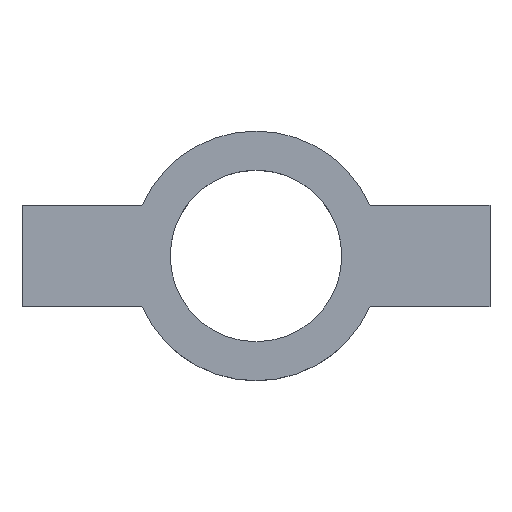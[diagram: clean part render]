
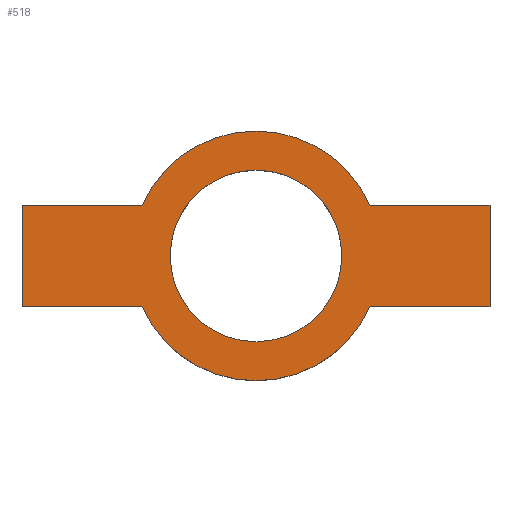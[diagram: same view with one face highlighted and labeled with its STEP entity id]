
A CAD part, top view. The second image highlights one B-rep face of the part: STEP entity #518.
In plain terms, the highlighted planar face has unit normal (0, 0, 1).
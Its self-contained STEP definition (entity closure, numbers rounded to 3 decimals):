
#2 = EDGE_CURVE ( 'NONE', #482, #532, #235, .T. ) ;
#6 = VERTEX_POINT ( 'NONE', #140 ) ;
#21 = VECTOR ( 'NONE', #208, 1000. ) ;
#30 = EDGE_CURVE ( 'NONE', #6, #423, #285, .T. ) ;
#31 = AXIS2_PLACEMENT_3D ( 'NONE', #383, #214, #252 ) ;
#38 = DIRECTION ( 'NONE',  ( 1., 0., 0. ) ) ;
#44 = CIRCLE ( 'NONE', #281, 11. ) ;
#56 = FACE_BOUND ( 'NONE', #257, .T. ) ;
#58 = CARTESIAN_POINT ( 'NONE',  ( 14.62, -6.5, 12. ) ) ;
#62 = CARTESIAN_POINT ( 'NONE',  ( 0., 0., 12. ) ) ;
#65 = ORIENTED_EDGE ( 'NONE', *, *, #260, .F. ) ;
#76 = VERTEX_POINT ( 'NONE', #436 ) ;
#77 = AXIS2_PLACEMENT_3D ( 'NONE', #218, #338, #38 ) ;
#80 = VECTOR ( 'NONE', #291, 1000. ) ;
#85 = DIRECTION ( 'NONE',  ( 0., 0., 1. ) ) ;
#86 = DIRECTION ( 'NONE',  ( -1., 0., 0. ) ) ;
#92 = CARTESIAN_POINT ( 'NONE',  ( 30., 6.5, 12. ) ) ;
#95 = CARTESIAN_POINT ( 'NONE',  ( 0., 0., 12. ) ) ;
#99 = VECTOR ( 'NONE', #389, 1000. ) ;
#100 = CARTESIAN_POINT ( 'NONE',  ( -30., 6.5, 12. ) ) ;
#109 = AXIS2_PLACEMENT_3D ( 'NONE', #171, #288, #246 ) ;
#111 = ORIENTED_EDGE ( 'NONE', *, *, #373, .T. ) ;
#130 = LINE ( 'NONE', #450, #379 ) ;
#131 = CARTESIAN_POINT ( 'NONE',  ( 30., 6.5, 12. ) ) ;
#134 = VERTEX_POINT ( 'NONE', #58 ) ;
#140 = CARTESIAN_POINT ( 'NONE',  ( 14.62, 6.5, 12. ) ) ;
#144 = VERTEX_POINT ( 'NONE', #441 ) ;
#156 = DIRECTION ( 'NONE',  ( 1., 0., 0. ) ) ;
#163 = LINE ( 'NONE', #365, #422 ) ;
#170 = EDGE_CURVE ( 'NONE', #225, #552, #386, .T. ) ;
#171 = CARTESIAN_POINT ( 'NONE',  ( 0., 0., 12. ) ) ;
#180 = ORIENTED_EDGE ( 'NONE', *, *, #2, .T. ) ;
#196 = ORIENTED_EDGE ( 'NONE', *, *, #498, .F. ) ;
#198 = DIRECTION ( 'NONE',  ( 0., 0., 1. ) ) ;
#199 = LINE ( 'NONE', #289, #80 ) ;
#202 = AXIS2_PLACEMENT_3D ( 'NONE', #95, #85, #86 ) ;
#208 = DIRECTION ( 'NONE',  ( -1., 0., 0. ) ) ;
#214 = DIRECTION ( 'NONE',  ( 0., 0., -1. ) ) ;
#215 = ORIENTED_EDGE ( 'NONE', *, *, #30, .T. ) ;
#218 = CARTESIAN_POINT ( 'NONE',  ( 0., 0., 12. ) ) ;
#225 = VERTEX_POINT ( 'NONE', #100 ) ;
#235 = LINE ( 'NONE', #92, #99 ) ;
#246 = DIRECTION ( 'NONE',  ( 1., 0., 0. ) ) ;
#252 = DIRECTION ( 'NONE',  ( -1., 0., 0. ) ) ;
#257 = EDGE_LOOP ( 'NONE', ( #65, #196 ) ) ;
#258 = CARTESIAN_POINT ( 'NONE',  ( -30., -6.5, 12. ) ) ;
#260 = EDGE_CURVE ( 'NONE', #144, #508, #44, .T. ) ;
#281 = AXIS2_PLACEMENT_3D ( 'NONE', #62, #198, #412 ) ;
#285 = CIRCLE ( 'NONE', #202, 16. ) ;
#287 = EDGE_CURVE ( 'NONE', #552, #76, #130, .T. ) ;
#288 = DIRECTION ( 'NONE',  ( 0., 0., 1. ) ) ;
#289 = CARTESIAN_POINT ( 'NONE',  ( 14.62, 6.5, 12. ) ) ;
#291 = DIRECTION ( 'NONE',  ( -1., 0., 0. ) ) ;
#300 = ORIENTED_EDGE ( 'NONE', *, *, #408, .T. ) ;
#327 = FACE_OUTER_BOUND ( 'NONE', #372, .T. ) ;
#332 = EDGE_CURVE ( 'NONE', #134, #482, #163, .T. ) ;
#334 = CIRCLE ( 'NONE', #109, 16. ) ;
#338 = DIRECTION ( 'NONE',  ( 0., 0., 1. ) ) ;
#341 = PLANE ( 'NONE',  #31 ) ;
#345 = CARTESIAN_POINT ( 'NONE',  ( 30., -6.5, 12. ) ) ;
#365 = CARTESIAN_POINT ( 'NONE',  ( 30., -6.5, 12. ) ) ;
#372 = EDGE_LOOP ( 'NONE', ( #215, #300, #429, #502, #111, #547, #180, #491 ) ) ;
#373 = EDGE_CURVE ( 'NONE', #76, #134, #334, .T. ) ;
#379 = VECTOR ( 'NONE', #156, 1000. ) ;
#383 = CARTESIAN_POINT ( 'NONE',  ( 0., 0., 12. ) ) ;
#386 = LINE ( 'NONE', #439, #496 ) ;
#389 = DIRECTION ( 'NONE',  ( 0., 1., 0. ) ) ;
#401 = EDGE_CURVE ( 'NONE', #532, #6, #199, .T. ) ;
#408 = EDGE_CURVE ( 'NONE', #423, #225, #556, .T. ) ;
#412 = DIRECTION ( 'NONE',  ( 1., 0., 0. ) ) ;
#422 = VECTOR ( 'NONE', #533, 1000. ) ;
#423 = VERTEX_POINT ( 'NONE', #548 ) ;
#429 = ORIENTED_EDGE ( 'NONE', *, *, #170, .T. ) ;
#436 = CARTESIAN_POINT ( 'NONE',  ( -14.62, -6.5, 12. ) ) ;
#439 = CARTESIAN_POINT ( 'NONE',  ( -30., 6.5, 12. ) ) ;
#441 = CARTESIAN_POINT ( 'NONE',  ( -11., 0., 12. ) ) ;
#450 = CARTESIAN_POINT ( 'NONE',  ( -30., -6.5, 12. ) ) ;
#460 = CARTESIAN_POINT ( 'NONE',  ( -14.62, 6.5, 12. ) ) ;
#467 = CARTESIAN_POINT ( 'NONE',  ( 11., 0., 12. ) ) ;
#482 = VERTEX_POINT ( 'NONE', #345 ) ;
#491 = ORIENTED_EDGE ( 'NONE', *, *, #401, .T. ) ;
#496 = VECTOR ( 'NONE', #529, 1000. ) ;
#498 = EDGE_CURVE ( 'NONE', #508, #144, #500, .T. ) ;
#500 = CIRCLE ( 'NONE', #77, 11. ) ;
#502 = ORIENTED_EDGE ( 'NONE', *, *, #287, .T. ) ;
#508 = VERTEX_POINT ( 'NONE', #467 ) ;
#518 = ADVANCED_FACE ( 'NONE', ( #327, #56 ), #341, .F. ) ;
#529 = DIRECTION ( 'NONE',  ( 0., -1., 0. ) ) ;
#532 = VERTEX_POINT ( 'NONE', #131 ) ;
#533 = DIRECTION ( 'NONE',  ( 1., 0., 0. ) ) ;
#547 = ORIENTED_EDGE ( 'NONE', *, *, #332, .T. ) ;
#548 = CARTESIAN_POINT ( 'NONE',  ( -14.62, 6.5, 12. ) ) ;
#552 = VERTEX_POINT ( 'NONE', #258 ) ;
#556 = LINE ( 'NONE', #460, #21 ) ;
